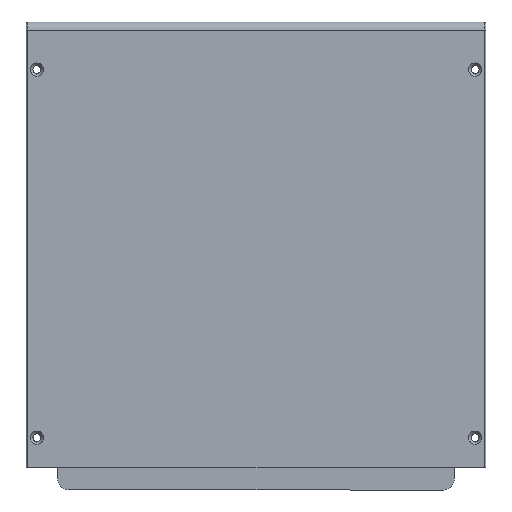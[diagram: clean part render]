
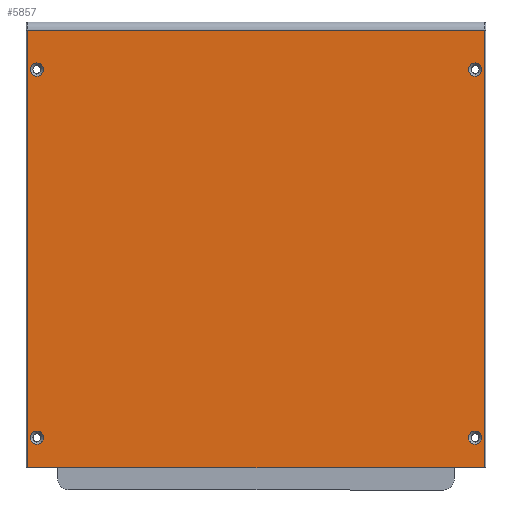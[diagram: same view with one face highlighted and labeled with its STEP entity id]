
A CAD part, front view. The second image highlights one B-rep face of the part: STEP entity #5857.
In plain terms, the highlighted planar face has unit normal (0, -1, 0).
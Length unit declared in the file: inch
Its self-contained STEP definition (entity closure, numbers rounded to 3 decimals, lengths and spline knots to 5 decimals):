
#149 = CARTESIAN_POINT ( 'NONE',  ( -7.725, -3.075, -7.18806 ) ) ;
#157 = DIRECTION ( 'NONE',  ( 0., -1., 0. ) ) ;
#158 = DIRECTION ( 'NONE',  ( 0., 0., -1. ) ) ;
#315 = EDGE_CURVE ( 'NONE', #6236, #8144, #4446, .T. ) ;
#378 = EDGE_CURVE ( 'NONE', #460, #2944, #4359, .T. ) ;
#460 = VERTEX_POINT ( 'NONE', #7194 ) ;
#709 = CARTESIAN_POINT ( 'NONE',  ( -7.725, -3.075, -7.03806 ) ) ;
#775 = CARTESIAN_POINT ( 'NONE',  ( 2.225, -3.075, 1.17 ) ) ;
#818 = VERTEX_POINT ( 'NONE', #10321 ) ;
#851 = DIRECTION ( 'NONE',  ( 0., -1., 0. ) ) ;
#1046 = DIRECTION ( 'NONE',  ( 0., 0., -1. ) ) ;
#1131 = VERTEX_POINT ( 'NONE', #709 ) ;
#1308 = CARTESIAN_POINT ( 'NONE',  ( -7.93, -3.075, -7.875 ) ) ;
#1434 = CARTESIAN_POINT ( 'NONE',  ( 2.225, -3.075, -7.18806 ) ) ;
#1540 = FACE_OUTER_BOUND ( 'NONE', #9989, .T. ) ;
#1587 = EDGE_LOOP ( 'NONE', ( #7267, #7292 ) ) ;
#1616 = DIRECTION ( 'NONE',  ( 0., -1., 0. ) ) ;
#1789 = CARTESIAN_POINT ( 'NONE',  ( -31.2042, -3.075, 2.062 ) ) ;
#1881 = CARTESIAN_POINT ( 'NONE',  ( 2.225, -3.075, 1.32 ) ) ;
#1897 = EDGE_LOOP ( 'NONE', ( #7319, #7365 ) ) ;
#1986 = AXIS2_PLACEMENT_3D ( 'NONE', #1789, #2106, #7769 ) ;
#2106 = DIRECTION ( 'NONE',  ( 0., -1., 0. ) ) ;
#2505 = CARTESIAN_POINT ( 'NONE',  ( -7.725, -3.075, -7.33806 ) ) ;
#2519 = VERTEX_POINT ( 'NONE', #5069 ) ;
#2739 = DIRECTION ( 'NONE',  ( 0., 0., -1. ) ) ;
#2744 = EDGE_CURVE ( 'NONE', #1131, #3401, #6045, .T. ) ;
#2756 = VERTEX_POINT ( 'NONE', #10218 ) ;
#2829 = EDGE_CURVE ( 'NONE', #3729, #2756, #5781, .T. ) ;
#2895 = EDGE_CURVE ( 'NONE', #818, #7108, #7140, .T. ) ;
#2916 = EDGE_CURVE ( 'NONE', #3881, #2519, #7103, .T. ) ;
#2944 = VERTEX_POINT ( 'NONE', #1308 ) ;
#3401 = VERTEX_POINT ( 'NONE', #2505 ) ;
#3595 = CARTESIAN_POINT ( 'NONE',  ( -7.725, -3.075, 1.17 ) ) ;
#3608 = CARTESIAN_POINT ( 'NONE',  ( 2.43, -3.075, 2.062 ) ) ;
#3610 = DIRECTION ( 'NONE',  ( 0., -1., 0. ) ) ;
#3631 = DIRECTION ( 'NONE',  ( 0., 0., -1. ) ) ;
#3729 = VERTEX_POINT ( 'NONE', #1881 ) ;
#3881 = VERTEX_POINT ( 'NONE', #9270 ) ;
#3915 = EDGE_LOOP ( 'NONE', ( #7242, #7252 ) ) ;
#4018 = DIRECTION ( 'NONE',  ( 0., 0., 1. ) ) ;
#4078 = CARTESIAN_POINT ( 'NONE',  ( -7.93, -3.075, -19.26453 ) ) ;
#4226 = VECTOR ( 'NONE', #8190, 39.37008 ) ;
#4304 = AXIS2_PLACEMENT_3D ( 'NONE', #8205, #7986, #7828 ) ;
#4351 = VECTOR ( 'NONE', #7377, 39.37008 ) ;
#4359 = LINE ( 'NONE', #4078, #4351 ) ;
#4372 = VECTOR ( 'NONE', #4018, 39.37008 ) ;
#4446 = LINE ( 'NONE', #3608, #4372 ) ;
#4571 = LINE ( 'NONE', #8215, #4226 ) ;
#4811 = CARTESIAN_POINT ( 'NONE',  ( 2.43, -3.075, -7.875 ) ) ;
#5069 = CARTESIAN_POINT ( 'NONE',  ( 2.225, -3.075, -7.33806 ) ) ;
#5105 = FACE_BOUND ( 'NONE', #1897, .T. ) ;
#5237 = FACE_BOUND ( 'NONE', #3915, .T. ) ;
#5421 = AXIS2_PLACEMENT_3D ( 'NONE', #7515, #7457, #7435 ) ;
#5737 = DIRECTION ( 'NONE',  ( 0., 0., -1. ) ) ;
#5769 = DIRECTION ( 'NONE',  ( 0., -1., 0. ) ) ;
#5781 = CIRCLE ( 'NONE', #9505, 0.15 ) ;
#5788 = CARTESIAN_POINT ( 'NONE',  ( -7.725, -3.075, 1.17 ) ) ;
#5806 = FACE_BOUND ( 'NONE', #1587, .T. ) ;
#5836 = CARTESIAN_POINT ( 'NONE',  ( -7.725, -3.075, 1.02 ) ) ;
#5857 = ADVANCED_FACE ( 'NONE', ( #1540, #5237, #5806, #5105, #5860 ), #8677, .T. ) ;
#5860 = FACE_BOUND ( 'NONE', #8186, .T. ) ;
#6045 = CIRCLE ( 'NONE', #9363, 0.15 ) ;
#6236 = VERTEX_POINT ( 'NONE', #4811 ) ;
#6528 = DIRECTION ( 'NONE',  ( 0., 0., -1. ) ) ;
#6626 = DIRECTION ( 'NONE',  ( 0., -1., 0. ) ) ;
#6815 = CARTESIAN_POINT ( 'NONE',  ( 2.225, -3.075, 1.17 ) ) ;
#6818 = EDGE_CURVE ( 'NONE', #6236, #2944, #4571, .T. ) ;
#6860 = DIRECTION ( 'NONE',  ( 1., 0., 0. ) ) ;
#7081 = ORIENTED_EDGE ( 'NONE', *, *, #6818, .F. ) ;
#7099 = ORIENTED_EDGE ( 'NONE', *, *, #315, .T. ) ;
#7103 = CIRCLE ( 'NONE', #9768, 0.15 ) ;
#7108 = VERTEX_POINT ( 'NONE', #5836 ) ;
#7125 = ORIENTED_EDGE ( 'NONE', *, *, #10421, .F. ) ;
#7140 = CIRCLE ( 'NONE', #9638, 0.15 ) ;
#7194 = CARTESIAN_POINT ( 'NONE',  ( -7.93, -3.075, 2.062 ) ) ;
#7232 = ORIENTED_EDGE ( 'NONE', *, *, #378, .T. ) ;
#7242 = ORIENTED_EDGE ( 'NONE', *, *, #10389, .F. ) ;
#7251 = VECTOR ( 'NONE', #6860, 39.37008 ) ;
#7252 = ORIENTED_EDGE ( 'NONE', *, *, #2895, .F. ) ;
#7267 = ORIENTED_EDGE ( 'NONE', *, *, #10363, .F. ) ;
#7277 = LINE ( 'NONE', #7649, #7251 ) ;
#7288 = CIRCLE ( 'NONE', #10479, 0.15 ) ;
#7292 = ORIENTED_EDGE ( 'NONE', *, *, #2829, .F. ) ;
#7302 = CIRCLE ( 'NONE', #8605, 0.15 ) ;
#7310 = CIRCLE ( 'NONE', #5421, 0.15 ) ;
#7319 = ORIENTED_EDGE ( 'NONE', *, *, #10345, .F. ) ;
#7365 = ORIENTED_EDGE ( 'NONE', *, *, #2744, .F. ) ;
#7376 = ORIENTED_EDGE ( 'NONE', *, *, #10342, .F. ) ;
#7377 = DIRECTION ( 'NONE',  ( 0., 0., -1. ) ) ;
#7389 = ORIENTED_EDGE ( 'NONE', *, *, #2916, .F. ) ;
#7435 = DIRECTION ( 'NONE',  ( 0., 0., -1. ) ) ;
#7457 = DIRECTION ( 'NONE',  ( 0., -1., 0. ) ) ;
#7515 = CARTESIAN_POINT ( 'NONE',  ( -7.725, -3.075, -7.18806 ) ) ;
#7649 = CARTESIAN_POINT ( 'NONE',  ( -31.2042, -3.075, 2.062 ) ) ;
#7769 = DIRECTION ( 'NONE',  ( 0., 0., -1. ) ) ;
#7812 = CARTESIAN_POINT ( 'NONE',  ( 2.43, -3.075, 2.062 ) ) ;
#7828 = DIRECTION ( 'NONE',  ( 0., 0., -1. ) ) ;
#7986 = DIRECTION ( 'NONE',  ( 0., -1., 0. ) ) ;
#8144 = VERTEX_POINT ( 'NONE', #7812 ) ;
#8186 = EDGE_LOOP ( 'NONE', ( #7376, #7389 ) ) ;
#8190 = DIRECTION ( 'NONE',  ( -1., 0., 0. ) ) ;
#8205 = CARTESIAN_POINT ( 'NONE',  ( 2.225, -3.075, -7.18806 ) ) ;
#8215 = CARTESIAN_POINT ( 'NONE',  ( -31.2042, -3.075, -7.875 ) ) ;
#8605 = AXIS2_PLACEMENT_3D ( 'NONE', #6815, #6626, #6528 ) ;
#8677 = PLANE ( 'NONE',  #1986 ) ;
#8724 = CIRCLE ( 'NONE', #4304, 0.15 ) ;
#9270 = CARTESIAN_POINT ( 'NONE',  ( 2.225, -3.075, -7.03806 ) ) ;
#9363 = AXIS2_PLACEMENT_3D ( 'NONE', #149, #157, #158 ) ;
#9505 = AXIS2_PLACEMENT_3D ( 'NONE', #775, #851, #1046 ) ;
#9638 = AXIS2_PLACEMENT_3D ( 'NONE', #3595, #3610, #3631 ) ;
#9768 = AXIS2_PLACEMENT_3D ( 'NONE', #1434, #1616, #2739 ) ;
#9989 = EDGE_LOOP ( 'NONE', ( #7081, #7099, #7125, #7232 ) ) ;
#10218 = CARTESIAN_POINT ( 'NONE',  ( 2.225, -3.075, 1.02 ) ) ;
#10321 = CARTESIAN_POINT ( 'NONE',  ( -7.725, -3.075, 1.32 ) ) ;
#10342 = EDGE_CURVE ( 'NONE', #2519, #3881, #8724, .T. ) ;
#10345 = EDGE_CURVE ( 'NONE', #3401, #1131, #7310, .T. ) ;
#10363 = EDGE_CURVE ( 'NONE', #2756, #3729, #7302, .T. ) ;
#10389 = EDGE_CURVE ( 'NONE', #7108, #818, #7288, .T. ) ;
#10421 = EDGE_CURVE ( 'NONE', #460, #8144, #7277, .T. ) ;
#10479 = AXIS2_PLACEMENT_3D ( 'NONE', #5788, #5769, #5737 ) ;
